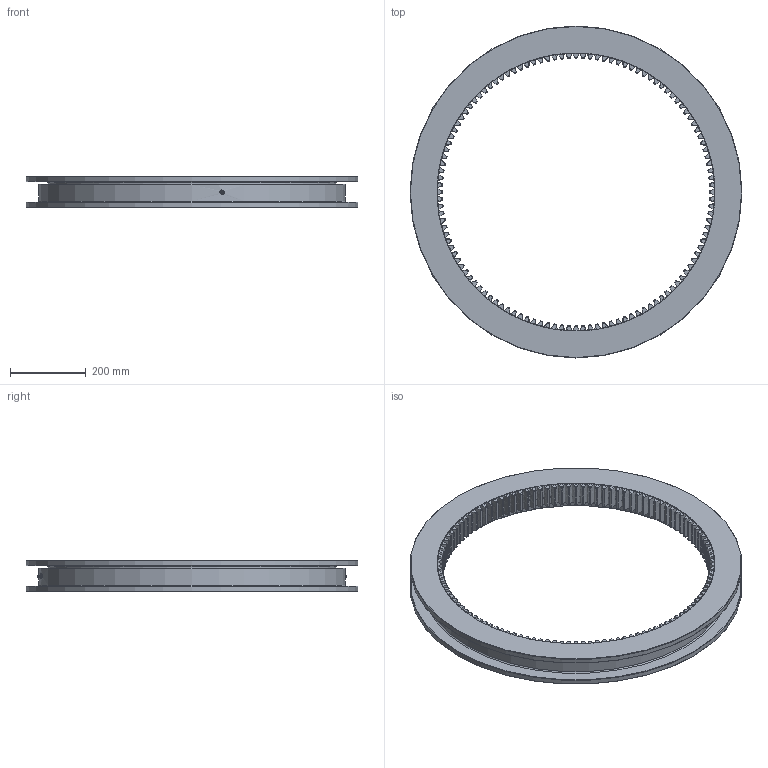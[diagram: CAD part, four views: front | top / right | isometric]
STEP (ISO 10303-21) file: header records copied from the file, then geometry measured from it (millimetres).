
FILE_DESCRIPTION (( 'STEP AP214' ), '1' );
FILE_NAME ('I.880.22.00.A-T.STEP', '2020-05-13T08:47:41', ( '' ), ( '' ), 'SwSTEP 2.0', 'SolidWorks 2016', '' );
FILE_SCHEMA (( 'AUTOMOTIVE_DESIGN' ));
Length unit declared in the file: millimetre
Products named in the file (5): I.880.22.00.A-T - OR; I.880.22.00.A-T - IR; Ball D22; I.880.22.00.A-T; Grease nipple M10x1mm
Assembly tree (66 placements, depth 2):
  I.880.22.00.A-T
    I.880.22.00.A-T - IR
    I.880.22.00.A-T - OR
    Ball D22  x62
    Grease nipple M10x1mm  x2
Bounding box: 879 x 879 x 82 mm (x, y, z)
Volume: 9858318.6 mm3; surface area: 1539827.7 mm2
Topology: 66 solids, 66 shells, 759 faces, 2192 edges, 1447 vertices
Faces by surface type: cone 282, plane 147, cylinder 135, bspline 120, sphere 62, torus 13
Full cylindrical faces by diameter (mm): 3 x2, 5 x1, 9 x2, 10 x2, 759 x1, 764 x2, 767.5 x2, 811 x1, 879 x2
Entity records: 83204 total; most frequent: CARTESIAN_POINT 66757, ORIENTED_EDGE 3794, DIRECTION 2806, EDGE_CURVE 1897, AXIS2_PLACEMENT_3D 1280, VERTEX_POINT 1277, B_SPLINE_CURVE_WITH_KNOTS 991, EDGE_LOOP 724
